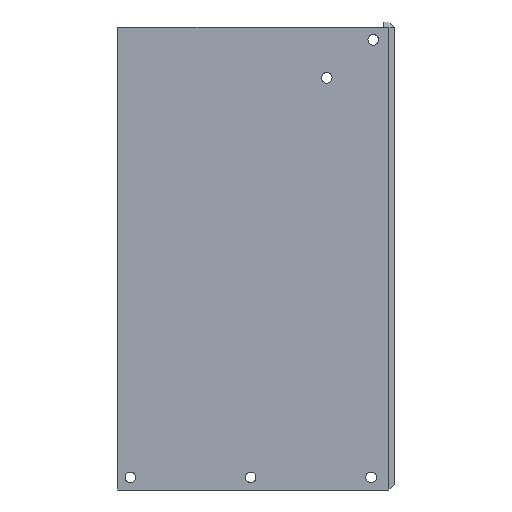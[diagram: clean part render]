
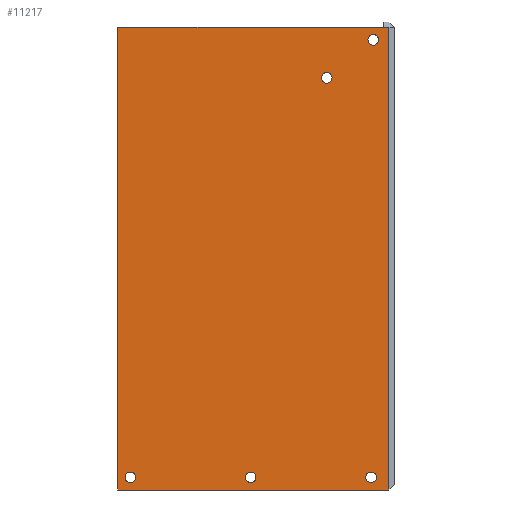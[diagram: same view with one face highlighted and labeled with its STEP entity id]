
A CAD part, front view. The second image highlights one B-rep face of the part: STEP entity #11217.
In plain terms, the highlighted planar face has unit normal (0, -1, 0).
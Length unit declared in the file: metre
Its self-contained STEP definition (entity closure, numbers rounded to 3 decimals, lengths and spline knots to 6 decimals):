
#445=CIRCLE('',#11947,0.002);
#446=CIRCLE('',#11948,0.002);
#447=CIRCLE('',#11949,0.002);
#448=CIRCLE('',#11950,0.002);
#449=CIRCLE('',#11951,0.002);
#756=LINE('',#15986,#1789);
#759=LINE('',#15992,#1792);
#764=LINE('',#16002,#1797);
#765=LINE('',#16014,#1798);
#766=LINE('',#16016,#1799);
#1789=VECTOR('',#12788,1.);
#1792=VECTOR('',#12793,1.);
#1797=VECTOR('',#12800,1.);
#1798=VECTOR('',#12813,1.);
#1799=VECTOR('',#12814,1.);
#3132=ORIENTED_EDGE('',*,*,#6609,.T.);
#3133=ORIENTED_EDGE('',*,*,#6610,.T.);
#3134=ORIENTED_EDGE('',*,*,#6611,.T.);
#3135=ORIENTED_EDGE('',*,*,#6612,.T.);
#3136=ORIENTED_EDGE('',*,*,#6613,.T.);
#3137=ORIENTED_EDGE('',*,*,#6608,.T.);
#3138=ORIENTED_EDGE('',*,*,#6614,.T.);
#3139=ORIENTED_EDGE('',*,*,#6615,.T.);
#3140=ORIENTED_EDGE('',*,*,#6603,.F.);
#3141=ORIENTED_EDGE('',*,*,#6600,.T.);
#6600=EDGE_CURVE('',#8341,#8342,#756,.T.);
#6603=EDGE_CURVE('',#8341,#8343,#759,.T.);
#6608=EDGE_CURVE('',#8342,#8346,#764,.T.);
#6609=EDGE_CURVE('',#8347,#8347,#445,.T.);
#6610=EDGE_CURVE('',#8348,#8348,#446,.T.);
#6611=EDGE_CURVE('',#8349,#8349,#447,.T.);
#6612=EDGE_CURVE('',#8350,#8350,#448,.T.);
#6613=EDGE_CURVE('',#8351,#8351,#449,.T.);
#6614=EDGE_CURVE('',#8346,#8352,#765,.T.);
#6615=EDGE_CURVE('',#8352,#8343,#766,.T.);
#8341=VERTEX_POINT('',#15987);
#8342=VERTEX_POINT('',#15988);
#8343=VERTEX_POINT('',#15993);
#8346=VERTEX_POINT('',#16001);
#8347=VERTEX_POINT('',#16005);
#8348=VERTEX_POINT('',#16007);
#8349=VERTEX_POINT('',#16009);
#8350=VERTEX_POINT('',#16011);
#8351=VERTEX_POINT('',#16013);
#8352=VERTEX_POINT('',#16015);
#9573=EDGE_LOOP('',(#3132));
#9574=EDGE_LOOP('',(#3133));
#9575=EDGE_LOOP('',(#3134));
#9576=EDGE_LOOP('',(#3135));
#9577=EDGE_LOOP('',(#3136));
#9578=EDGE_LOOP('',(#3137,#3138,#3139,#3140,#3141));
#10275=FACE_BOUND('',#9573,.T.);
#10276=FACE_BOUND('',#9574,.T.);
#10277=FACE_BOUND('',#9575,.T.);
#10278=FACE_BOUND('',#9576,.T.);
#10279=FACE_BOUND('',#9577,.T.);
#10280=FACE_BOUND('',#9578,.T.);
#10934=PLANE('',#11946);
#11217=ADVANCED_FACE('',(#10275,#10276,#10277,#10278,#10279,#10280),#10934,
 .F.);
#11946=AXIS2_PLACEMENT_3D('',#16003,#12801,#12802);
#11947=AXIS2_PLACEMENT_3D('',#16004,#12803,#12804);
#11948=AXIS2_PLACEMENT_3D('',#16006,#12805,#12806);
#11949=AXIS2_PLACEMENT_3D('',#16008,#12807,#12808);
#11950=AXIS2_PLACEMENT_3D('',#16010,#12809,#12810);
#11951=AXIS2_PLACEMENT_3D('',#16012,#12811,#12812);
#12788=DIRECTION('',(0.,0.,-1.));
#12793=DIRECTION('',(1.,0.,0.));
#12800=DIRECTION('',(1.,0.,0.));
#12801=DIRECTION('',(0.,1.,0.));
#12802=DIRECTION('',(1.,0.,0.));
#12803=DIRECTION('',(0.,1.,0.));
#12804=DIRECTION('',(1.,0.,0.));
#12805=DIRECTION('',(0.,1.,0.));
#12806=DIRECTION('',(1.,0.,0.));
#12807=DIRECTION('',(0.,1.,0.));
#12808=DIRECTION('',(1.,0.,0.));
#12809=DIRECTION('',(0.,1.,0.));
#12810=DIRECTION('',(1.,0.,0.));
#12811=DIRECTION('',(0.,1.,0.));
#12812=DIRECTION('',(1.,0.,0.));
#12813=DIRECTION('',(0.,0.,1.));
#12814=DIRECTION('',(-1.,0.,0.));
#15986=CARTESIAN_POINT('',(-0.05,0.,0.));
#15987=CARTESIAN_POINT('',(-0.05,0.,0.087));
#15988=CARTESIAN_POINT('',(-0.05,0.,-0.087));
#15992=CARTESIAN_POINT('',(0.,0.,0.087));
#15993=CARTESIAN_POINT('',(0.05,0.,0.087));
#16001=CARTESIAN_POINT('',(0.052,0.,-0.087));
#16002=CARTESIAN_POINT('',(0.,0.,-0.087));
#16003=CARTESIAN_POINT('',(0.,0.,0.));
#16004=CARTESIAN_POINT('',(0.0461,0.,0.0823));
#16005=CARTESIAN_POINT('',(0.0481,0.,0.0823));
#16006=CARTESIAN_POINT('',(0.0286,0.,0.068));
#16007=CARTESIAN_POINT('',(0.0306,0.,0.068));
#16008=CARTESIAN_POINT('',(0.04525,0.,-0.08225));
#16009=CARTESIAN_POINT('',(0.04725,0.,-0.08225));
#16010=CARTESIAN_POINT('',(0.,0.,-0.08225));
#16011=CARTESIAN_POINT('',(0.002,0.,-0.08225));
#16012=CARTESIAN_POINT('',(-0.04525,0.,-0.08225));
#16013=CARTESIAN_POINT('',(-0.04325,0.,-0.08225));
#16014=CARTESIAN_POINT('',(0.052,0.,0.));
#16015=CARTESIAN_POINT('',(0.052,0.,0.087));
#16016=CARTESIAN_POINT('',(0.05,0.,0.087));
